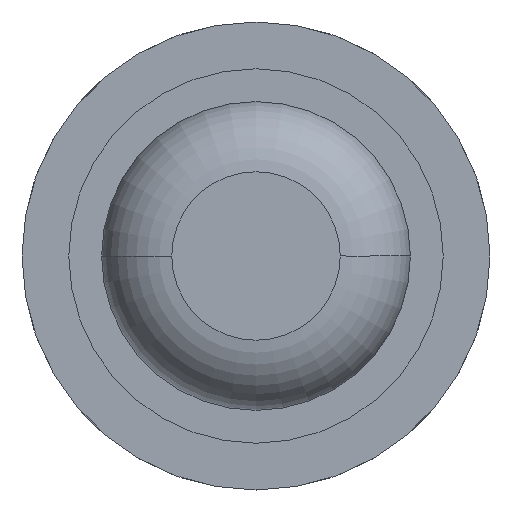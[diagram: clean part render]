
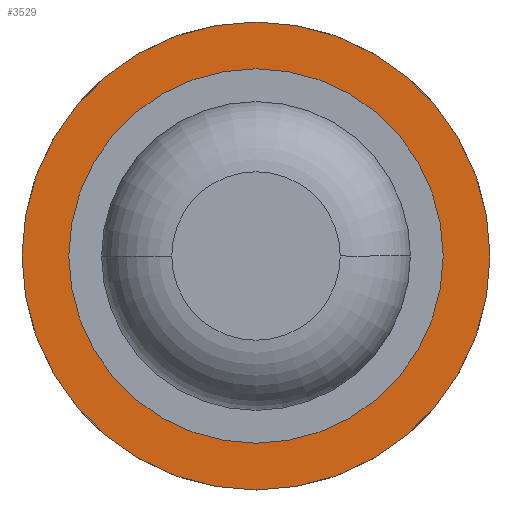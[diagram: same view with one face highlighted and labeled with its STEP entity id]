
A CAD part, front view. The second image highlights one B-rep face of the part: STEP entity #3529.
In plain terms, the highlighted planar face has unit normal (0, -1, 0).
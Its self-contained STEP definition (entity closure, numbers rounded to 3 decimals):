
#166 = DIRECTION ( 'NONE',  ( 0., -1., 0. ) ) ;
#173 = EDGE_CURVE ( 'Defeature ausgef�hrt3_9+Defeature ausgef�hrt3_26+Defeature ausgef�hrt3_26+Defeature ausgef�hrt3_26', #2601, #3793, #1829, .T. ) ;
#536 = CARTESIAN_POINT ( 'NONE',  ( -1.25, 5.3, 0. ) ) ;
#881 = DIRECTION ( 'NONE',  ( 0., -1., 0. ) ) ;
#895 = CIRCLE ( 'NONE', #2657, 1.25 ) ;
#1037 = ORIENTED_EDGE ( 'NONE', *, *, #173, .F. ) ;
#1078 = CARTESIAN_POINT ( 'NONE',  ( 0., 5.3, 1.25 ) ) ;
#1112 = ORIENTED_EDGE ( 'NONE', *, *, #2887, .F. ) ;
#1281 = VERTEX_POINT ( 'NONE', #1861 ) ;
#1672 = VERTEX_POINT ( 'NONE', #536 ) ;
#1774 = DIRECTION ( 'NONE',  ( 0., -1., 0. ) ) ;
#1829 = CIRCLE ( 'NONE', #4617, 0.5 ) ;
#1861 = CARTESIAN_POINT ( 'NONE',  ( 1.25, 5.3, 0. ) ) ;
#1954 = FACE_BOUND ( 'NONE', #4141, .T. ) ;
#2192 = FACE_OUTER_BOUND ( 'NONE', #2384, .T. ) ;
#2352 = DIRECTION ( 'NONE',  ( 1., 0., 0. ) ) ;
#2384 = EDGE_LOOP ( 'NONE', ( #2634, #3639 ) ) ;
#2601 = VERTEX_POINT ( 'NONE', #4805 ) ;
#2634 = ORIENTED_EDGE ( 'NONE', *, *, #4904, .T. ) ;
#2657 = AXIS2_PLACEMENT_3D ( 'NONE', #3743, #1774, #4472 ) ;
#2803 = CIRCLE ( 'NONE', #4455, 1.25 ) ;
#2887 = EDGE_CURVE ( 'Defeature ausgef�hrt3_9+Defeature ausgef�hrt3_26+Defeature ausgef�hrt3_26+Defeature ausgef�hrt3_26', #3793, #2601, #4264, .T. ) ;
#3067 = CARTESIAN_POINT ( 'NONE',  ( 0., 5.3, 0. ) ) ;
#3240 = CARTESIAN_POINT ( 'NONE',  ( 0., 5.3, 0. ) ) ;
#3317 = DIRECTION ( 'NONE',  ( 1., 0., 0. ) ) ;
#3475 = DIRECTION ( 'NONE',  ( 0., -1., 0. ) ) ;
#3529 = ADVANCED_FACE ( 'Defeature ausgef�hrt3_26', ( #2192, #1954 ), #4193, .T. ) ;
#3639 = ORIENTED_EDGE ( 'NONE', *, *, #4381, .T. ) ;
#3743 = CARTESIAN_POINT ( 'NONE',  ( 0., 5.3, 0. ) ) ;
#3793 = VERTEX_POINT ( 'NONE', #3974 ) ;
#3929 = AXIS2_PLACEMENT_3D ( 'NONE', #1078, #4278, #2352 ) ;
#3974 = CARTESIAN_POINT ( 'NONE',  ( -0.5, 5.3, 0. ) ) ;
#4011 = DIRECTION ( 'NONE',  ( 1., 0., 0. ) ) ;
#4141 = EDGE_LOOP ( 'NONE', ( #1037, #1112 ) ) ;
#4193 = PLANE ( 'NONE',  #3929 ) ;
#4264 = CIRCLE ( 'NONE', #4954, 0.5 ) ;
#4278 = DIRECTION ( 'NONE',  ( 0., -1., 0. ) ) ;
#4381 = EDGE_CURVE ( 'Defeature ausgef�hrt3_26+Defeature ausgef�hrt3_27+Defeature ausgef�hrt3_27+Defeature ausgef�hrt3_27', #1672, #1281, #895, .T. ) ;
#4454 = CARTESIAN_POINT ( 'NONE',  ( 0., 5.3, 0. ) ) ;
#4455 = AXIS2_PLACEMENT_3D ( 'NONE', #3240, #881, #4011 ) ;
#4472 = DIRECTION ( 'NONE',  ( 1., 0., 0. ) ) ;
#4565 = DIRECTION ( 'NONE',  ( 1., 0., 0. ) ) ;
#4617 = AXIS2_PLACEMENT_3D ( 'NONE', #4454, #166, #3317 ) ;
#4805 = CARTESIAN_POINT ( 'NONE',  ( 0.5, 5.3, 0. ) ) ;
#4904 = EDGE_CURVE ( 'Defeature ausgef�hrt3_26+Defeature ausgef�hrt3_27+Defeature ausgef�hrt3_27+Defeature ausgef�hrt3_27', #1281, #1672, #2803, .T. ) ;
#4954 = AXIS2_PLACEMENT_3D ( 'NONE', #3067, #3475, #4565 ) ;
